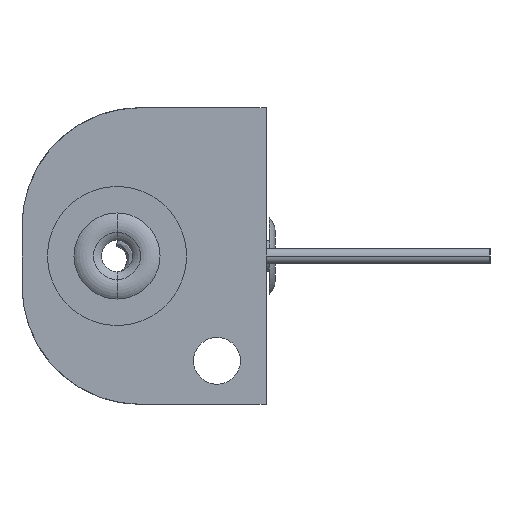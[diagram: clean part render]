
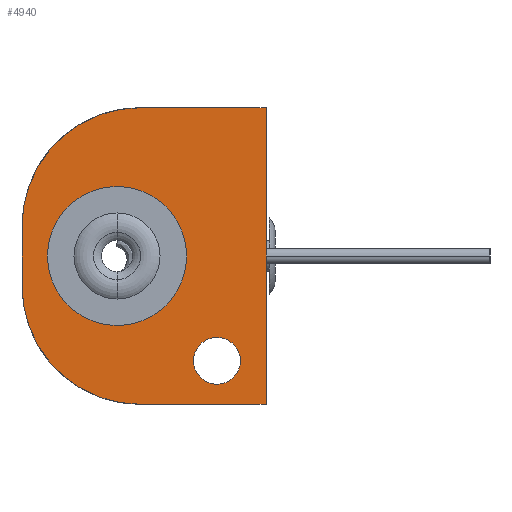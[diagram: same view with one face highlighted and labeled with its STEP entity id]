
A CAD part, left-side view. The second image highlights one B-rep face of the part: STEP entity #4940.
In plain terms, the highlighted planar face has unit normal (-1, 0, 0).
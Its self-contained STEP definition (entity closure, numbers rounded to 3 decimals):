
#247 = LINE ( 'NONE', #4869, #2840 ) ;
#282 = EDGE_CURVE ( 'NONE', #1629, #6924, #5707, .T. ) ;
#382 = EDGE_CURVE ( 'NONE', #5989, #6449, #5498, .T. ) ;
#421 = DIRECTION ( 'NONE',  ( 0., 0., -1. ) ) ;
#564 = DIRECTION ( 'NONE',  ( 1., 0., 0. ) ) ;
#573 = AXIS2_PLACEMENT_3D ( 'NONE', #776, #1421, #6516 ) ;
#649 = ORIENTED_EDGE ( 'NONE', *, *, #7077, .F. ) ;
#667 = EDGE_CURVE ( 'NONE', #6449, #4263, #4495, .T. ) ;
#754 = CARTESIAN_POINT ( 'NONE',  ( 0., 8.484, 3.962 ) ) ;
#776 = CARTESIAN_POINT ( 'NONE',  ( 0., 7.163, -1.715 ) ) ;
#1056 = ORIENTED_EDGE ( 'NONE', *, *, #382, .F. ) ;
#1135 = ORIENTED_EDGE ( 'NONE', *, *, #667, .F. ) ;
#1269 = CARTESIAN_POINT ( 'NONE',  ( 0., 8.484, -3.962 ) ) ;
#1294 = AXIS2_PLACEMENT_3D ( 'NONE', #6222, #564, #5664 ) ;
#1421 = DIRECTION ( 'NONE',  ( 1., 0., 0. ) ) ;
#1428 = CIRCLE ( 'NONE', #3563, 3.962 ) ;
#1434 = CARTESIAN_POINT ( 'NONE',  ( 0., 2.794, -5.969 ) ) ;
#1568 = ORIENTED_EDGE ( 'NONE', *, *, #2253, .F. ) ;
#1629 = VERTEX_POINT ( 'NONE', #754 ) ;
#1635 = DIRECTION ( 'NONE',  ( 0., 0., -1. ) ) ;
#1673 = EDGE_CURVE ( 'NONE', #6924, #1629, #1428, .T. ) ;
#1879 = EDGE_CURVE ( 'NONE', #3261, #3080, #4751, .T. ) ;
#1913 = AXIS2_PLACEMENT_3D ( 'NONE', #3852, #6119, #6154 ) ;
#1999 = DIRECTION ( 'NONE',  ( 0., 0., 1. ) ) ;
#2064 = ORIENTED_EDGE ( 'NONE', *, *, #4520, .F. ) ;
#2253 = EDGE_CURVE ( 'NONE', #2400, #6140, #3230, .T. ) ;
#2261 = ORIENTED_EDGE ( 'NONE', *, *, #5745, .F. ) ;
#2364 = CARTESIAN_POINT ( 'NONE',  ( 0., 8.484, 0. ) ) ;
#2400 = VERTEX_POINT ( 'NONE', #5161 ) ;
#2461 = DIRECTION ( 'NONE',  ( 0., -1., 0. ) ) ;
#2550 = ORIENTED_EDGE ( 'NONE', *, *, #1879, .T. ) ;
#2629 = EDGE_CURVE ( 'NONE', #3080, #3261, #5350, .T. ) ;
#2705 = CARTESIAN_POINT ( 'NONE',  ( 0., 7.163, 8.445 ) ) ;
#2719 = DIRECTION ( 'NONE',  ( 0., 0., 1. ) ) ;
#2840 = VECTOR ( 'NONE', #1999, 1000. ) ;
#2851 = EDGE_LOOP ( 'NONE', ( #5449, #2550 ) ) ;
#3062 = FACE_OUTER_BOUND ( 'NONE', #3511, .T. ) ;
#3080 = VERTEX_POINT ( 'NONE', #6261 ) ;
#3230 = CIRCLE ( 'NONE', #1913, 6.731 ) ;
#3261 = VERTEX_POINT ( 'NONE', #6455 ) ;
#3268 = AXIS2_PLACEMENT_3D ( 'NONE', #4948, #7252, #2719 ) ;
#3511 = EDGE_LOOP ( 'NONE', ( #1568, #2261, #1135, #1056, #649, #2064 ) ) ;
#3563 = AXIS2_PLACEMENT_3D ( 'NONE', #2364, #5257, #5150 ) ;
#3573 = CARTESIAN_POINT ( 'NONE',  ( 0., 0., -8.445 ) ) ;
#3686 = AXIS2_PLACEMENT_3D ( 'NONE', #1434, #6040, #4783 ) ;
#3852 = CARTESIAN_POINT ( 'NONE',  ( 0., 7.163, -1.715 ) ) ;
#4008 = CARTESIAN_POINT ( 'NONE',  ( 0., 0., 8.445 ) ) ;
#4067 = VERTEX_POINT ( 'NONE', #4505 ) ;
#4191 = LINE ( 'NONE', #5340, #5178 ) ;
#4263 = VERTEX_POINT ( 'NONE', #3573 ) ;
#4377 = ORIENTED_EDGE ( 'NONE', *, *, #1673, .T. ) ;
#4479 = VECTOR ( 'NONE', #2461, 1000. ) ;
#4495 = LINE ( 'NONE', #4008, #5212 ) ;
#4505 = CARTESIAN_POINT ( 'NONE',  ( 0., 13.894, 1.714 ) ) ;
#4520 = EDGE_CURVE ( 'NONE', #6140, #4067, #247, .T. ) ;
#4751 = CIRCLE ( 'NONE', #3686, 1.333 ) ;
#4783 = DIRECTION ( 'NONE',  ( 0., 0., -1. ) ) ;
#4804 = FACE_BOUND ( 'NONE', #4890, .T. ) ;
#4855 = CARTESIAN_POINT ( 'NONE',  ( 0., 0., 8.445 ) ) ;
#4869 = CARTESIAN_POINT ( 'NONE',  ( 0., 13.894, -1.714 ) ) ;
#4890 = EDGE_LOOP ( 'NONE', ( #7329, #4377 ) ) ;
#4926 = CIRCLE ( 'NONE', #3268, 6.731 ) ;
#4932 = CARTESIAN_POINT ( 'NONE',  ( 0., 2.794, -5.969 ) ) ;
#4940 = ADVANCED_FACE ( 'NONE', ( #3062, #6026, #4804 ), #5952, .F. ) ;
#4948 = CARTESIAN_POINT ( 'NONE',  ( 0., 7.163, 1.715 ) ) ;
#5150 = DIRECTION ( 'NONE',  ( 0., 0., -1. ) ) ;
#5161 = CARTESIAN_POINT ( 'NONE',  ( 0., 7.163, -8.445 ) ) ;
#5178 = VECTOR ( 'NONE', #7093, 1000. ) ;
#5212 = VECTOR ( 'NONE', #1635, 1000. ) ;
#5257 = DIRECTION ( 'NONE',  ( 1., 0., 0. ) ) ;
#5267 = DIRECTION ( 'NONE',  ( 1., 0., 0. ) ) ;
#5340 = CARTESIAN_POINT ( 'NONE',  ( 0., 0., -8.445 ) ) ;
#5350 = CIRCLE ( 'NONE', #6072, 1.333 ) ;
#5449 = ORIENTED_EDGE ( 'NONE', *, *, #2629, .T. ) ;
#5498 = LINE ( 'NONE', #6054, #4479 ) ;
#5664 = DIRECTION ( 'NONE',  ( 0., 0., -1. ) ) ;
#5707 = CIRCLE ( 'NONE', #1294, 3.962 ) ;
#5745 = EDGE_CURVE ( 'NONE', #4263, #2400, #4191, .T. ) ;
#5952 = PLANE ( 'NONE',  #573 ) ;
#5989 = VERTEX_POINT ( 'NONE', #2705 ) ;
#6026 = FACE_BOUND ( 'NONE', #2851, .T. ) ;
#6040 = DIRECTION ( 'NONE',  ( 1., 0., 0. ) ) ;
#6054 = CARTESIAN_POINT ( 'NONE',  ( 0., 0., 8.445 ) ) ;
#6072 = AXIS2_PLACEMENT_3D ( 'NONE', #4932, #5267, #421 ) ;
#6119 = DIRECTION ( 'NONE',  ( 1., 0., 0. ) ) ;
#6140 = VERTEX_POINT ( 'NONE', #6380 ) ;
#6154 = DIRECTION ( 'NONE',  ( 0., 0., -1. ) ) ;
#6222 = CARTESIAN_POINT ( 'NONE',  ( 0., 8.484, 0. ) ) ;
#6261 = CARTESIAN_POINT ( 'NONE',  ( 0., 2.794, -4.635 ) ) ;
#6380 = CARTESIAN_POINT ( 'NONE',  ( 0., 13.894, -1.714 ) ) ;
#6449 = VERTEX_POINT ( 'NONE', #4855 ) ;
#6455 = CARTESIAN_POINT ( 'NONE',  ( 0., 2.794, -7.303 ) ) ;
#6516 = DIRECTION ( 'NONE',  ( 0., 1., 0. ) ) ;
#6924 = VERTEX_POINT ( 'NONE', #1269 ) ;
#7077 = EDGE_CURVE ( 'NONE', #4067, #5989, #4926, .T. ) ;
#7093 = DIRECTION ( 'NONE',  ( 0., 1., 0. ) ) ;
#7252 = DIRECTION ( 'NONE',  ( 1., 0., 0. ) ) ;
#7329 = ORIENTED_EDGE ( 'NONE', *, *, #282, .T. ) ;
